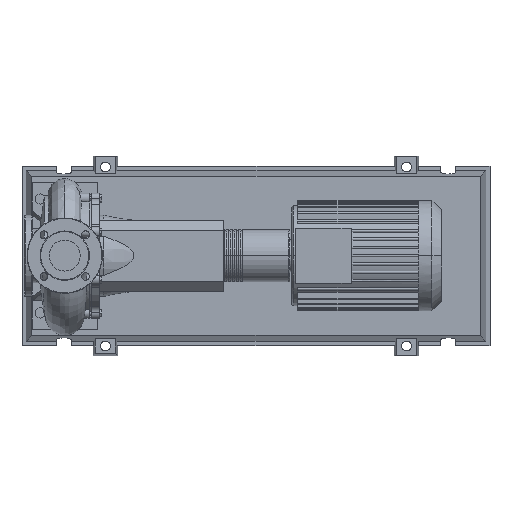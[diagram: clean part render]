
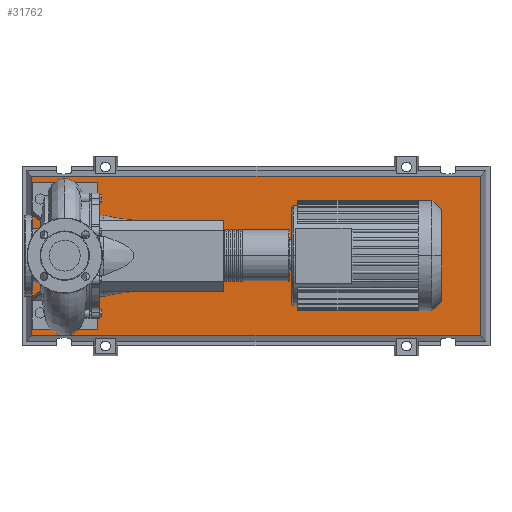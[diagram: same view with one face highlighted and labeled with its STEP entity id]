
A CAD part, top view. The second image highlights one B-rep face of the part: STEP entity #31762.
In plain terms, the highlighted planar face has unit normal (0, 0, 1).
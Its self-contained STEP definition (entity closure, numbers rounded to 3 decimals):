
#31443=CARTESIAN_POINT('',(1020.471,-195.471,103.0));
#31444=VERTEX_POINT('',#31443);
#31451=CARTESIAN_POINT('',(-80.471,-195.471,103.0));
#31452=VERTEX_POINT('',#31451);
#31453=CARTESIAN_POINT('',(1020.471,-195.471,103.0));
#31454=DIRECTION('',(-1.0,0.0,0.0));
#31455=VECTOR('',#31454,1100.941);
#31456=LINE('',#31453,#31455);
#31457=EDGE_CURVE('',#31444,#31452,#31456,.T.);
#31675=CARTESIAN_POINT('',(1020.471,195.471,103.0));
#31676=VERTEX_POINT('',#31675);
#31677=CARTESIAN_POINT('',(1020.471,195.471,103.0));
#31678=DIRECTION('',(0.0,-1.0,0.0));
#31679=VECTOR('',#31678,390.941);
#31680=LINE('',#31677,#31679);
#31681=EDGE_CURVE('',#31676,#31444,#31680,.T.);
#31699=CARTESIAN_POINT('',(-80.471,195.471,103.0));
#31700=VERTEX_POINT('',#31699);
#31701=CARTESIAN_POINT('',(-80.471,-195.471,103.0));
#31702=DIRECTION('',(0.0,1.0,0.0));
#31703=VECTOR('',#31702,390.941);
#31704=LINE('',#31701,#31703);
#31705=EDGE_CURVE('',#31452,#31700,#31704,.T.);
#31738=CARTESIAN_POINT('',(-80.471,195.471,103.0));
#31739=DIRECTION('',(1.0,0.0,0.0));
#31740=VECTOR('',#31739,1100.941);
#31741=LINE('',#31738,#31740);
#31742=EDGE_CURVE('',#31700,#31676,#31741,.T.);
#31751=CARTESIAN_POINT('',(470.,0.,103.0));
#31752=DIRECTION('',(0.0,0.0,1.0));
#31753=DIRECTION('',(1.0,0.0,0.0));
#31754=AXIS2_PLACEMENT_3D('',#31751,#31752,#31753);
#31755=PLANE('',#31754);
#31756=ORIENTED_EDGE('',*,*,#31681,.F.);
#31757=ORIENTED_EDGE('',*,*,#31742,.F.);
#31758=ORIENTED_EDGE('',*,*,#31705,.F.);
#31759=ORIENTED_EDGE('',*,*,#31457,.F.);
#31760=EDGE_LOOP('',(#31756,#31757,#31758,#31759));
#31761=FACE_OUTER_BOUND('',#31760,.T.);
#31762=ADVANCED_FACE('',(#31761),#31755,.T.);
